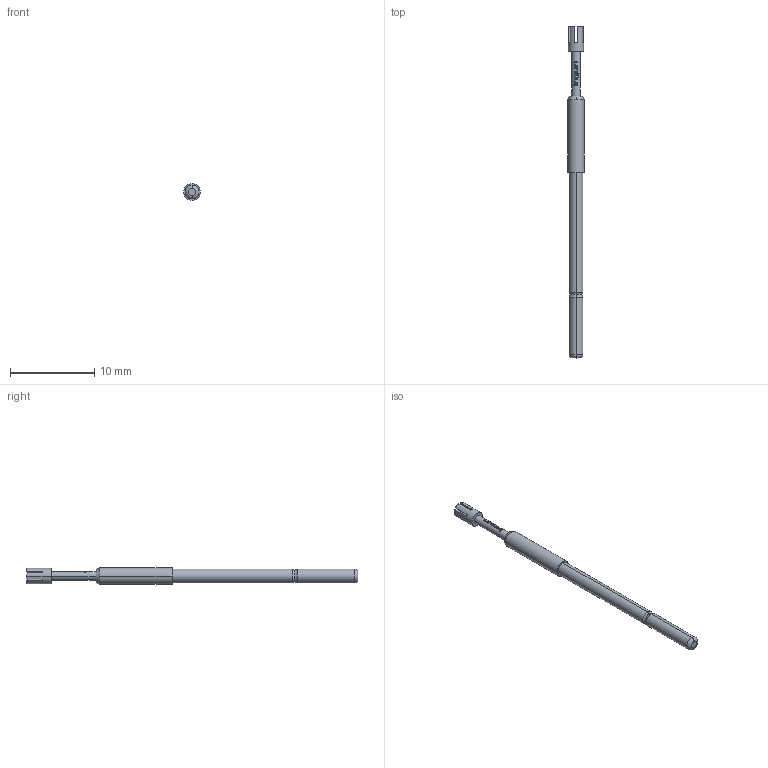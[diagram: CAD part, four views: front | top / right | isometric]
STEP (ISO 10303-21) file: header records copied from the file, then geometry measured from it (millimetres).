
FILE_DESCRIPTION (( 'STEP AP203' ), '1' );
FILE_NAME ('INGUN_GKS-112_319_180_X_xx09_0.STEP', '2019-02-20T10:55:46', ( '' ), ( '' ), 'SwSTEP 2.0', 'SolidWorks 2018', '' );
FILE_SCHEMA (( 'CONFIG_CONTROL_DESIGN' ));
Length unit declared in the file: millimetre
Products named in the file (1): INGUN_GKS-112_319_180_X_xx09_0
Bounding box: 2 x 39.3 x 2 mm (x, y, z)
Volume: 83.8 mm3; surface area: 223.2 mm2
Topology: 1 solids, 1 shells, 117 faces, 308 edges, 202 vertices
Faces by surface type: plane 46, bspline 33, cone 16, cylinder 16, torus 6
Entity records: 4703 total; most frequent: CARTESIAN_POINT 2197, ORIENTED_EDGE 616, DIRECTION 322, EDGE_CURVE 308, B_SPLINE_CURVE_WITH_KNOTS 210, VERTEX_POINT 202, AXIS2_PLACEMENT_3D 139, EDGE_LOOP 126
